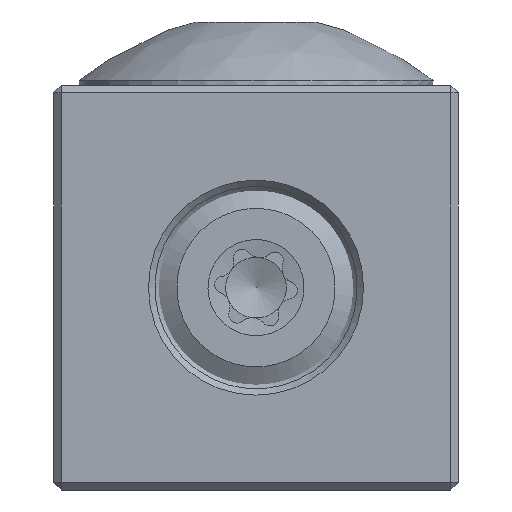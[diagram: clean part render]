
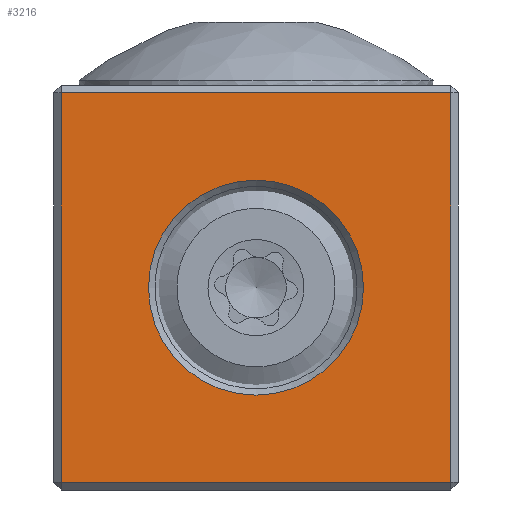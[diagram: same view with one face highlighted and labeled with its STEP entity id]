
A CAD part, left-side view. The second image highlights one B-rep face of the part: STEP entity #3216.
In plain terms, the highlighted planar face has unit normal (-1, 0, 0).
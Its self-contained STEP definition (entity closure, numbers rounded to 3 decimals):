
#263 = DIRECTION ( 'NONE',  ( 0., -1., 0. ) ) ;
#556 = LINE ( 'NONE', #5379, #6352 ) ;
#772 = DIRECTION ( 'NONE',  ( -1., 0., 0. ) ) ;
#862 = CARTESIAN_POINT ( 'NONE',  ( -80., 7.7, 0. ) ) ;
#1119 = VERTEX_POINT ( 'NONE', #5989 ) ;
#1186 = CARTESIAN_POINT ( 'NONE',  ( -80., 0., 0. ) ) ;
#1205 = EDGE_CURVE ( 'NONE', #3608, #2267, #3767, .T. ) ;
#1443 = DIRECTION ( 'NONE',  ( 0., 1., 0. ) ) ;
#1603 = AXIS2_PLACEMENT_3D ( 'NONE', #6218, #772, #7045 ) ;
#1647 = VECTOR ( 'NONE', #7588, 1000. ) ;
#1814 = ORIENTED_EDGE ( 'NONE', *, *, #4529, .F. ) ;
#2105 = LINE ( 'NONE', #862, #1647 ) ;
#2123 = EDGE_CURVE ( 'NONE', #2267, #1119, #556, .T. ) ;
#2267 = VERTEX_POINT ( 'NONE', #3080 ) ;
#2354 = DIRECTION ( 'NONE',  ( 0., 0., 1. ) ) ;
#2678 = EDGE_LOOP ( 'NONE', ( #1814 ) ) ;
#2832 = ORIENTED_EDGE ( 'NONE', *, *, #1205, .T. ) ;
#3080 = CARTESIAN_POINT ( 'NONE',  ( -80., -7.7, -7.7 ) ) ;
#3099 = VERTEX_POINT ( 'NONE', #6852 ) ;
#3152 = CIRCLE ( 'NONE', #6685, 4.25 ) ;
#3161 = EDGE_CURVE ( 'NONE', #1119, #6363, #6812, .T. ) ;
#3177 = FACE_BOUND ( 'NONE', #2678, .T. ) ;
#3216 = ADVANCED_FACE ( 'NONE', ( #3177, #3804 ), #4400, .T. ) ;
#3608 = VERTEX_POINT ( 'NONE', #4356 ) ;
#3767 = LINE ( 'NONE', #5706, #7094 ) ;
#3804 = FACE_OUTER_BOUND ( 'NONE', #4136, .T. ) ;
#4034 = VECTOR ( 'NONE', #1443, 1000. ) ;
#4136 = EDGE_LOOP ( 'NONE', ( #2832, #7560, #5565, #7514 ) ) ;
#4356 = CARTESIAN_POINT ( 'NONE',  ( -80., 7.7, -7.7 ) ) ;
#4400 = PLANE ( 'NONE',  #1603 ) ;
#4482 = CARTESIAN_POINT ( 'NONE',  ( -80., 0., 7.7 ) ) ;
#4529 = EDGE_CURVE ( 'NONE', #3099, #3099, #3152, .T. ) ;
#4893 = DIRECTION ( 'NONE',  ( -1., 0., 0. ) ) ;
#5029 = CARTESIAN_POINT ( 'NONE',  ( -80., 7.7, 7.7 ) ) ;
#5379 = CARTESIAN_POINT ( 'NONE',  ( -80., -7.7, 0. ) ) ;
#5565 = ORIENTED_EDGE ( 'NONE', *, *, #3161, .T. ) ;
#5706 = CARTESIAN_POINT ( 'NONE',  ( -80., 0., -7.7 ) ) ;
#5989 = CARTESIAN_POINT ( 'NONE',  ( -80., -7.7, 7.7 ) ) ;
#6218 = CARTESIAN_POINT ( 'NONE',  ( -80., 0., 0. ) ) ;
#6352 = VECTOR ( 'NONE', #7117, 1000. ) ;
#6363 = VERTEX_POINT ( 'NONE', #5029 ) ;
#6685 = AXIS2_PLACEMENT_3D ( 'NONE', #1186, #4893, #2354 ) ;
#6812 = LINE ( 'NONE', #4482, #4034 ) ;
#6838 = EDGE_CURVE ( 'NONE', #6363, #3608, #2105, .T. ) ;
#6852 = CARTESIAN_POINT ( 'NONE',  ( -80., 0., 4.25 ) ) ;
#7045 = DIRECTION ( 'NONE',  ( 0., 0., 1. ) ) ;
#7094 = VECTOR ( 'NONE', #263, 1000. ) ;
#7117 = DIRECTION ( 'NONE',  ( 0., 0., 1. ) ) ;
#7514 = ORIENTED_EDGE ( 'NONE', *, *, #6838, .T. ) ;
#7560 = ORIENTED_EDGE ( 'NONE', *, *, #2123, .T. ) ;
#7588 = DIRECTION ( 'NONE',  ( 0., 0., -1. ) ) ;
